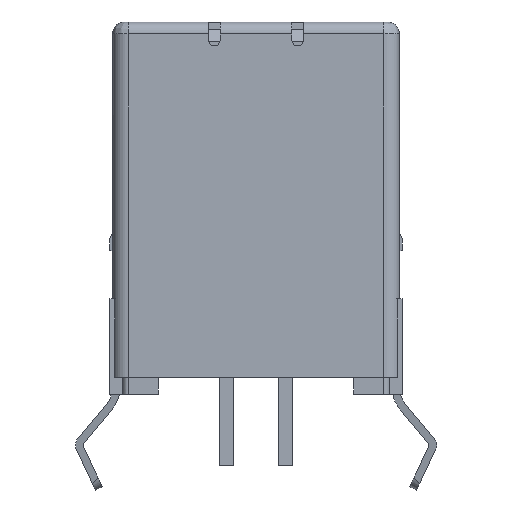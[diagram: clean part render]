
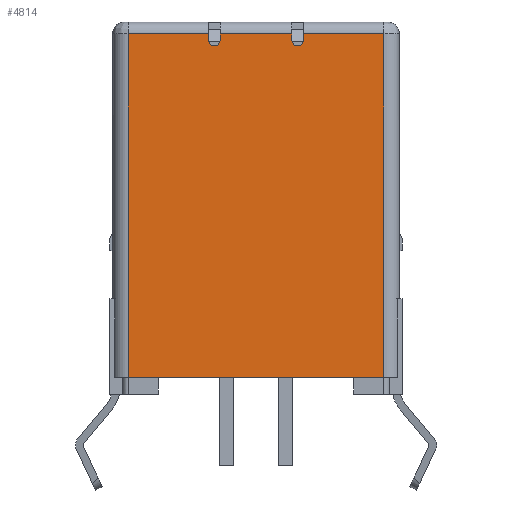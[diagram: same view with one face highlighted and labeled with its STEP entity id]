
A CAD part, front view. The second image highlights one B-rep face of the part: STEP entity #4814.
In plain terms, the highlighted planar face has unit normal (0, -1, 0).
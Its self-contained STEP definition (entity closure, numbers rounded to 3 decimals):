
#4745 = VERTEX_POINT('',#4746);
#4746 = CARTESIAN_POINT('',(0.8,-7.328,14.767));
#4763 = VERTEX_POINT('',#4764);
#4764 = CARTESIAN_POINT('',(0.8,-7.328,15.017));
#4771 = EDGE_CURVE('',#4763,#4745,#4772,.T.);
#4772 = LINE('',#4773,#4774);
#4773 = CARTESIAN_POINT('',(0.8,-7.328,15.017));
#4774 = VECTOR('',#4775,1.);
#4775 = DIRECTION('',(0.,0.,-1.));
#4786 = EDGE_CURVE('',#4787,#4745,#4789,.T.);
#4787 = VERTEX_POINT('',#4788);
#4788 = CARTESIAN_POINT('',(0.3,-7.328,14.767));
#4789 = CIRCLE('',#4790,0.25);
#4790 = AXIS2_PLACEMENT_3D('',#4791,#4792,#4793);
#4791 = CARTESIAN_POINT('',(0.55,-7.328,14.767));
#4792 = DIRECTION('',(0.,-1.,0.));
#4793 = DIRECTION('',(-1.,0.,0.));
#4814 = ADVANCED_FACE('',(#4815),#4898,.T.);
#4815 = FACE_BOUND('',#4816,.F.);
#4816 = EDGE_LOOP('',(#4817,#4828,#4836,#4844,#4850,#4851,#4852,#4860,
    #4868,#4876,#4884,#4892));
#4817 = ORIENTED_EDGE('',*,*,#4818,.T.);
#4818 = EDGE_CURVE('',#4819,#4821,#4823,.T.);
#4819 = VERTEX_POINT('',#4820);
#4820 = CARTESIAN_POINT('',(-3.2,-7.328,14.767));
#4821 = VERTEX_POINT('',#4822);
#4822 = CARTESIAN_POINT('',(-2.7,-7.328,14.767));
#4823 = CIRCLE('',#4824,0.25);
#4824 = AXIS2_PLACEMENT_3D('',#4825,#4826,#4827);
#4825 = CARTESIAN_POINT('',(-2.95,-7.328,14.767));
#4826 = DIRECTION('',(0.,-1.,0.));
#4827 = DIRECTION('',(-1.,0.,0.));
#4828 = ORIENTED_EDGE('',*,*,#4829,.F.);
#4829 = EDGE_CURVE('',#4830,#4821,#4832,.T.);
#4830 = VERTEX_POINT('',#4831);
#4831 = CARTESIAN_POINT('',(-2.7,-7.328,15.017));
#4832 = LINE('',#4833,#4834);
#4833 = CARTESIAN_POINT('',(-2.7,-7.328,15.017));
#4834 = VECTOR('',#4835,1.);
#4835 = DIRECTION('',(0.,0.,-1.));
#4836 = ORIENTED_EDGE('',*,*,#4837,.F.);
#4837 = EDGE_CURVE('',#4838,#4830,#4840,.T.);
#4838 = VERTEX_POINT('',#4839);
#4839 = CARTESIAN_POINT('',(0.3,-7.328,15.017));
#4840 = LINE('',#4841,#4842);
#4841 = CARTESIAN_POINT('',(0.3,-7.328,15.017));
#4842 = VECTOR('',#4843,1.);
#4843 = DIRECTION('',(-1.,0.,0.));
#4844 = ORIENTED_EDGE('',*,*,#4845,.T.);
#4845 = EDGE_CURVE('',#4838,#4787,#4846,.T.);
#4846 = LINE('',#4847,#4848);
#4847 = CARTESIAN_POINT('',(0.3,-7.328,15.017));
#4848 = VECTOR('',#4849,1.);
#4849 = DIRECTION('',(0.,0.,-1.));
#4850 = ORIENTED_EDGE('',*,*,#4786,.T.);
#4851 = ORIENTED_EDGE('',*,*,#4771,.F.);
#4852 = ORIENTED_EDGE('',*,*,#4853,.F.);
#4853 = EDGE_CURVE('',#4854,#4763,#4856,.T.);
#4854 = VERTEX_POINT('',#4855);
#4855 = CARTESIAN_POINT('',(4.165,-7.328,15.017));
#4856 = LINE('',#4857,#4858);
#4857 = CARTESIAN_POINT('',(4.165,-7.328,15.017));
#4858 = VECTOR('',#4859,1.);
#4859 = DIRECTION('',(-1.,0.,0.));
#4860 = ORIENTED_EDGE('',*,*,#4861,.T.);
#4861 = EDGE_CURVE('',#4854,#4862,#4864,.T.);
#4862 = VERTEX_POINT('',#4863);
#4863 = CARTESIAN_POINT('',(4.165,-7.328,0.609));
#4864 = LINE('',#4865,#4866);
#4865 = CARTESIAN_POINT('',(4.165,-7.328,15.017));
#4866 = VECTOR('',#4867,1.);
#4867 = DIRECTION('',(0.,0.,-1.));
#4868 = ORIENTED_EDGE('',*,*,#4869,.T.);
#4869 = EDGE_CURVE('',#4862,#4870,#4872,.T.);
#4870 = VERTEX_POINT('',#4871);
#4871 = CARTESIAN_POINT('',(-6.565,-7.328,0.609));
#4872 = LINE('',#4873,#4874);
#4873 = CARTESIAN_POINT('',(4.165,-7.328,0.609));
#4874 = VECTOR('',#4875,1.);
#4875 = DIRECTION('',(-1.,0.,0.));
#4876 = ORIENTED_EDGE('',*,*,#4877,.T.);
#4877 = EDGE_CURVE('',#4870,#4878,#4880,.T.);
#4878 = VERTEX_POINT('',#4879);
#4879 = CARTESIAN_POINT('',(-6.565,-7.328,15.017));
#4880 = LINE('',#4881,#4882);
#4881 = CARTESIAN_POINT('',(-6.565,-7.328,0.609));
#4882 = VECTOR('',#4883,1.);
#4883 = DIRECTION('',(0.,0.,1.));
#4884 = ORIENTED_EDGE('',*,*,#4885,.F.);
#4885 = EDGE_CURVE('',#4886,#4878,#4888,.T.);
#4886 = VERTEX_POINT('',#4887);
#4887 = CARTESIAN_POINT('',(-3.2,-7.328,15.017));
#4888 = LINE('',#4889,#4890);
#4889 = CARTESIAN_POINT('',(-3.2,-7.328,15.017));
#4890 = VECTOR('',#4891,1.);
#4891 = DIRECTION('',(-1.,0.,0.));
#4892 = ORIENTED_EDGE('',*,*,#4893,.T.);
#4893 = EDGE_CURVE('',#4886,#4819,#4894,.T.);
#4894 = LINE('',#4895,#4896);
#4895 = CARTESIAN_POINT('',(-3.2,-7.328,15.017));
#4896 = VECTOR('',#4897,1.);
#4897 = DIRECTION('',(0.,0.,-1.));
#4898 = PLANE('',#4899);
#4899 = AXIS2_PLACEMENT_3D('',#4900,#4901,#4902);
#4900 = CARTESIAN_POINT('',(-7.213,-7.328,15.199));
#4901 = DIRECTION('',(0.,-1.,0.));
#4902 = DIRECTION('',(1.,0.,0.));
